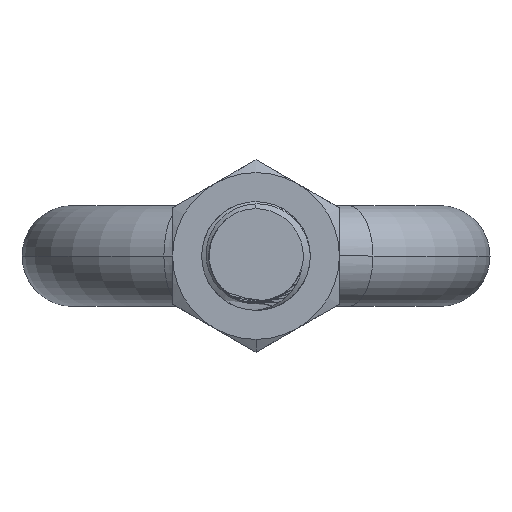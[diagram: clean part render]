
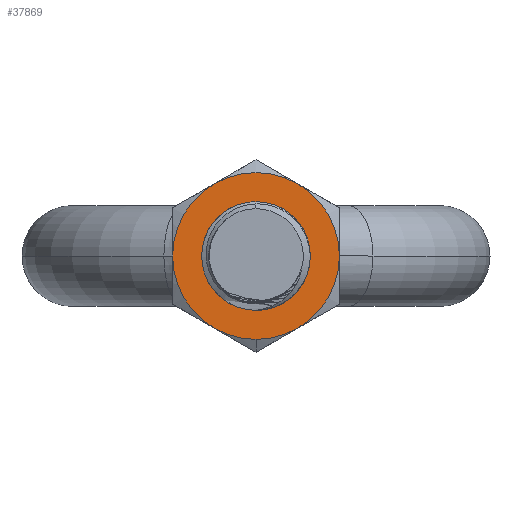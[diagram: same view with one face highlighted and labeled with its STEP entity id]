
A CAD part, front view. The second image highlights one B-rep face of the part: STEP entity #37869.
In plain terms, the highlighted planar face has unit normal (0, -1, 0).
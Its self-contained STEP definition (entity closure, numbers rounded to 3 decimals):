
#651 = DIRECTION ( 'NONE',  ( 0., -1., 0. ) ) ;
#928 = ORIENTED_EDGE ( 'NONE', *, *, #11184, .T. ) ;
#1069 = DIRECTION ( 'NONE',  ( 0., 0., -1. ) ) ;
#1199 = DIRECTION ( 'NONE',  ( 0., 0., -1. ) ) ;
#1490 = EDGE_CURVE ( 'NONE', #12051, #28291, #5701, .T. ) ;
#1497 = DIRECTION ( 'NONE',  ( 0., -1., 0. ) ) ;
#1786 = ORIENTED_EDGE ( 'NONE', *, *, #21802, .T. ) ;
#3801 = EDGE_CURVE ( 'NONE', #9905, #17458, #20027, .T. ) ;
#3833 = CIRCLE ( 'NONE', #39649, 11.9 ) ;
#5035 = DIRECTION ( 'NONE',  ( 0., 0., -1. ) ) ;
#5064 = CARTESIAN_POINT ( 'NONE',  ( 0., 20., 0. ) ) ;
#5158 = EDGE_CURVE ( 'NONE', #31953, #15691, #32257, .T. ) ;
#5701 = CIRCLE ( 'NONE', #37980, 11.9 ) ;
#6085 = CARTESIAN_POINT ( 'NONE',  ( 0., 20., 7.75 ) ) ;
#6201 = EDGE_LOOP ( 'NONE', ( #36459, #29740 ) ) ;
#6536 = DIRECTION ( 'NONE',  ( 0., 0., -1. ) ) ;
#6993 = EDGE_CURVE ( 'NONE', #15691, #16011, #26074, .T. ) ;
#7134 = DIRECTION ( 'NONE',  ( 0., 0., -1. ) ) ;
#7641 = CARTESIAN_POINT ( 'NONE',  ( 0., 20., -7.75 ) ) ;
#8248 = AXIS2_PLACEMENT_3D ( 'NONE', #17580, #36758, #1199 ) ;
#8830 = DIRECTION ( 'NONE',  ( 0., -1., 0. ) ) ;
#9031 = VERTEX_POINT ( 'NONE', #39874 ) ;
#9221 = CARTESIAN_POINT ( 'NONE',  ( 0., 20., 0. ) ) ;
#9361 = DIRECTION ( 'NONE',  ( 0., 0., -1. ) ) ;
#9540 = AXIS2_PLACEMENT_3D ( 'NONE', #23472, #36041, #7134 ) ;
#9648 = CIRCLE ( 'NONE', #8248, 11.9 ) ;
#9905 = VERTEX_POINT ( 'NONE', #6085 ) ;
#9944 = ORIENTED_EDGE ( 'NONE', *, *, #32898, .T. ) ;
#10795 = AXIS2_PLACEMENT_3D ( 'NONE', #26159, #39455, #6536 ) ;
#11155 = FACE_BOUND ( 'NONE', #6201, .T. ) ;
#11184 = EDGE_CURVE ( 'NONE', #24626, #31953, #9648, .T. ) ;
#11983 = ORIENTED_EDGE ( 'NONE', *, *, #5158, .T. ) ;
#12051 = VERTEX_POINT ( 'NONE', #31085 ) ;
#12539 = DIRECTION ( 'NONE',  ( 0., -1., 0. ) ) ;
#12561 = EDGE_LOOP ( 'NONE', ( #41012, #15602, #1786, #928, #11983, #13748, #9944 ) ) ;
#13748 = ORIENTED_EDGE ( 'NONE', *, *, #6993, .T. ) ;
#14419 = AXIS2_PLACEMENT_3D ( 'NONE', #30837, #30701, #24277 ) ;
#14833 = CARTESIAN_POINT ( 'NONE',  ( 0., 20., 0. ) ) ;
#15001 = DIRECTION ( 'NONE',  ( 0., 0., -1. ) ) ;
#15602 = ORIENTED_EDGE ( 'NONE', *, *, #36753, .T. ) ;
#15691 = VERTEX_POINT ( 'NONE', #41386 ) ;
#16011 = VERTEX_POINT ( 'NONE', #17109 ) ;
#16900 = DIRECTION ( 'NONE',  ( 0., 0., -1. ) ) ;
#17109 = CARTESIAN_POINT ( 'NONE',  ( -11.9, 20., 0. ) ) ;
#17196 = AXIS2_PLACEMENT_3D ( 'NONE', #30602, #1497, #1069 ) ;
#17458 = VERTEX_POINT ( 'NONE', #7641 ) ;
#17580 = CARTESIAN_POINT ( 'NONE',  ( 0., 20., 0. ) ) ;
#18002 = DIRECTION ( 'NONE',  ( 0., -1., 0. ) ) ;
#18268 = CARTESIAN_POINT ( 'NONE',  ( 11.9, 20., 0. ) ) ;
#18916 = CARTESIAN_POINT ( 'NONE',  ( 5.95, 20., 10.306 ) ) ;
#19171 = CIRCLE ( 'NONE', #31994, 7.75 ) ;
#20027 = CIRCLE ( 'NONE', #17196, 7.75 ) ;
#20749 = CARTESIAN_POINT ( 'NONE',  ( 0., 20., 0. ) ) ;
#21802 = EDGE_CURVE ( 'NONE', #9031, #24626, #3833, .T. ) ;
#23472 = CARTESIAN_POINT ( 'NONE',  ( 0., 20., 0. ) ) ;
#24252 = DIRECTION ( 'NONE',  ( 0., -1., 0. ) ) ;
#24277 = DIRECTION ( 'NONE',  ( 0., 0., -1. ) ) ;
#24626 = VERTEX_POINT ( 'NONE', #18268 ) ;
#24859 = EDGE_CURVE ( 'NONE', #17458, #9905, #19171, .T. ) ;
#26074 = CIRCLE ( 'NONE', #33081, 11.9 ) ;
#26159 = CARTESIAN_POINT ( 'NONE',  ( 0., 20., 0. ) ) ;
#27512 = DIRECTION ( 'NONE',  ( 0., 0., -1. ) ) ;
#28291 = VERTEX_POINT ( 'NONE', #41191 ) ;
#29740 = ORIENTED_EDGE ( 'NONE', *, *, #3801, .F. ) ;
#29866 = AXIS2_PLACEMENT_3D ( 'NONE', #20749, #651, #16900 ) ;
#30602 = CARTESIAN_POINT ( 'NONE',  ( 0., 20., 0. ) ) ;
#30701 = DIRECTION ( 'NONE',  ( 0., -1., 0. ) ) ;
#30837 = CARTESIAN_POINT ( 'NONE',  ( 0., 20., 0. ) ) ;
#31085 = CARTESIAN_POINT ( 'NONE',  ( -5.95, 20., -10.306 ) ) ;
#31099 = FACE_OUTER_BOUND ( 'NONE', #12561, .T. ) ;
#31953 = VERTEX_POINT ( 'NONE', #18916 ) ;
#31994 = AXIS2_PLACEMENT_3D ( 'NONE', #5064, #8830, #15001 ) ;
#32257 = CIRCLE ( 'NONE', #14419, 11.9 ) ;
#32898 = EDGE_CURVE ( 'NONE', #16011, #12051, #35820, .T. ) ;
#33081 = AXIS2_PLACEMENT_3D ( 'NONE', #9221, #12539, #9361 ) ;
#35820 = CIRCLE ( 'NONE', #10795, 11.9 ) ;
#36041 = DIRECTION ( 'NONE',  ( 0., -1., 0. ) ) ;
#36459 = ORIENTED_EDGE ( 'NONE', *, *, #24859, .F. ) ;
#36753 = EDGE_CURVE ( 'NONE', #28291, #9031, #40862, .T. ) ;
#36758 = DIRECTION ( 'NONE',  ( 0., -1., 0. ) ) ;
#36765 = PLANE ( 'NONE',  #29866 ) ;
#37869 = ADVANCED_FACE ( 'NONE', ( #11155, #31099 ), #36765, .T. ) ;
#37980 = AXIS2_PLACEMENT_3D ( 'NONE', #14833, #18002, #5035 ) ;
#39455 = DIRECTION ( 'NONE',  ( 0., -1., 0. ) ) ;
#39649 = AXIS2_PLACEMENT_3D ( 'NONE', #41087, #24252, #27512 ) ;
#39874 = CARTESIAN_POINT ( 'NONE',  ( 5.95, 20., -10.306 ) ) ;
#40862 = CIRCLE ( 'NONE', #9540, 11.9 ) ;
#41012 = ORIENTED_EDGE ( 'NONE', *, *, #1490, .T. ) ;
#41087 = CARTESIAN_POINT ( 'NONE',  ( 0., 20., 0. ) ) ;
#41191 = CARTESIAN_POINT ( 'NONE',  ( 0., 20., -11.9 ) ) ;
#41386 = CARTESIAN_POINT ( 'NONE',  ( -5.95, 20., 10.306 ) ) ;
